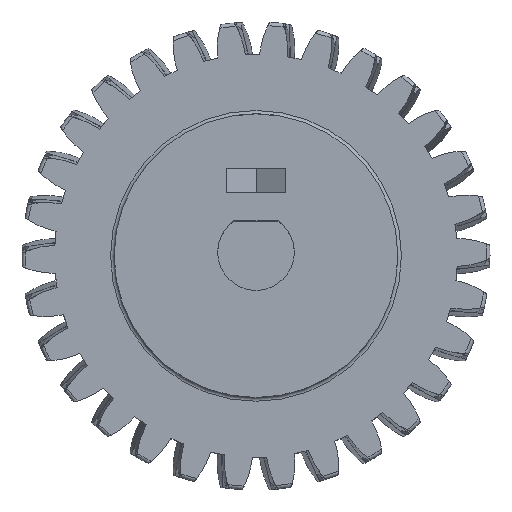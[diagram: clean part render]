
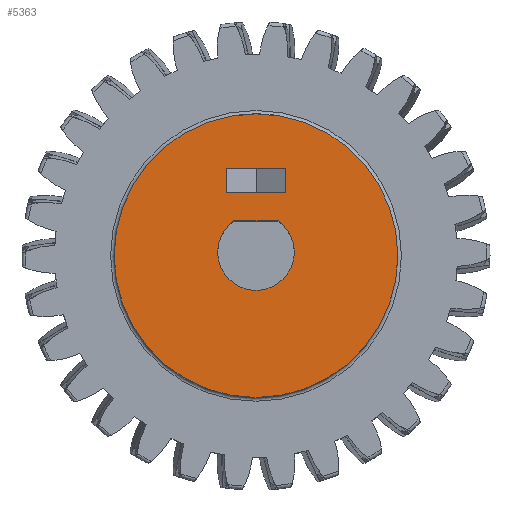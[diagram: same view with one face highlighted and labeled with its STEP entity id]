
A CAD part, top view. The second image highlights one B-rep face of the part: STEP entity #5363.
In plain terms, the highlighted planar face has unit normal (0, 0, 1).
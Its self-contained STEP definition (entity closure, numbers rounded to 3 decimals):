
#984=FACE_BOUND('',#1568,.T.);
#985=FACE_BOUND('',#1569,.T.);
#992=CIRCLE('',#5698,10.);
#993=CIRCLE('',#5699,2.7);
#1248=FACE_OUTER_BOUND('',#1567,.T.);
#1567=EDGE_LOOP('',(#3519));
#1568=EDGE_LOOP('',(#3520,#3521,#3522,#3523));
#1569=EDGE_LOOP('',(#3524,#3525));
#1877=LINE('',#7139,#1899);
#1881=LINE('',#7147,#1903);
#1889=LINE('',#7165,#1911);
#1891=LINE('',#7168,#1913);
#1896=LINE('',#7221,#1918);
#1899=VECTOR('',#6163,10.);
#1903=VECTOR('',#6169,10.);
#1911=VECTOR('',#6185,10.);
#1913=VECTOR('',#6189,10.);
#1918=VECTOR('',#6208,10.);
#1921=VERTEX_POINT('',#7137);
#1922=VERTEX_POINT('',#7138);
#1925=VERTEX_POINT('',#7146);
#1931=VERTEX_POINT('',#7164);
#1937=VERTEX_POINT('',#7218);
#1938=VERTEX_POINT('',#7220);
#1939=VERTEX_POINT('',#7224);
#2543=EDGE_CURVE('',#1921,#1922,#1877,.T.);
#2547=EDGE_CURVE('',#1922,#1925,#1881,.T.);
#2556=EDGE_CURVE('',#1925,#1931,#1889,.T.);
#2558=EDGE_CURVE('',#1931,#1921,#1891,.T.);
#2567=EDGE_CURVE('',#1937,#1938,#1896,.T.);
#2569=EDGE_CURVE('',#1939,#1939,#992,.T.);
#2570=EDGE_CURVE('',#1938,#1937,#993,.T.);
#3519=ORIENTED_EDGE('',*,*,#2569,.F.);
#3520=ORIENTED_EDGE('',*,*,#2556,.T.);
#3521=ORIENTED_EDGE('',*,*,#2558,.T.);
#3522=ORIENTED_EDGE('',*,*,#2543,.T.);
#3523=ORIENTED_EDGE('',*,*,#2547,.T.);
#3524=ORIENTED_EDGE('',*,*,#2567,.F.);
#3525=ORIENTED_EDGE('',*,*,#2570,.F.);
#5350=PLANE('',#5697);
#5363=ADVANCED_FACE('',(#1248,#984,#985),#5350,.T.);
#5697=AXIS2_PLACEMENT_3D('',#7223,#6210,#6211);
#5698=AXIS2_PLACEMENT_3D('',#7225,#6212,#6213);
#5699=AXIS2_PLACEMENT_3D('',#7226,#6214,#6215);
#6163=DIRECTION('',(0.,-1.,0.));
#6169=DIRECTION('',(-1.,0.,0.));
#6185=DIRECTION('',(0.,1.,0.));
#6189=DIRECTION('',(1.,0.,0.));
#6208=DIRECTION('',(-1.,0.,0.));
#6210=DIRECTION('center_axis',(0.,0.,
1.));
#6211=DIRECTION('ref_axis',(-1.,0.,0.));
#6212=DIRECTION('center_axis',(0.,0.,
-1.));
#6213=DIRECTION('ref_axis',(1.,0.,0.));
#6214=DIRECTION('center_axis',(0.,0.,
1.));
#6215=DIRECTION('ref_axis',(0.58,0.815,0.));
#7137=CARTESIAN_POINT('',(2.1,6.15,8.));
#7138=CARTESIAN_POINT('',(2.1,4.45,8.));
#7139=CARTESIAN_POINT('',(2.1,2.225,8.));
#7146=CARTESIAN_POINT('',(-2.1,4.45,8.));
#7147=CARTESIAN_POINT('',(0.,4.45,8.));
#7164=CARTESIAN_POINT('',(-2.1,6.15,8.));
#7165=CARTESIAN_POINT('',(-2.1,2.225,8.));
#7168=CARTESIAN_POINT('',(0.,6.15,8.));
#7218=CARTESIAN_POINT('',(1.565,2.45,8.));
#7220=CARTESIAN_POINT('',(-1.565,2.45,8.));
#7221=CARTESIAN_POINT('',(-0.783,2.45,8.));
#7223=CARTESIAN_POINT('Origin',(0.,0.,
8.));
#7224=CARTESIAN_POINT('',(-10.,0.,8.));
#7225=CARTESIAN_POINT('Origin',(0.,0.,8.));
#7226=CARTESIAN_POINT('Origin',(0.,0.25,
8.));
